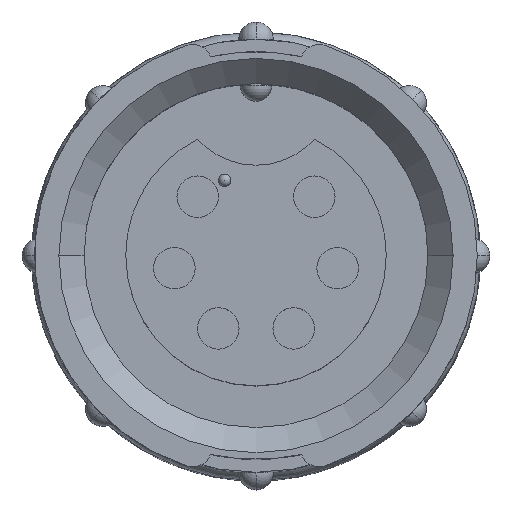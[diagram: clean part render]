
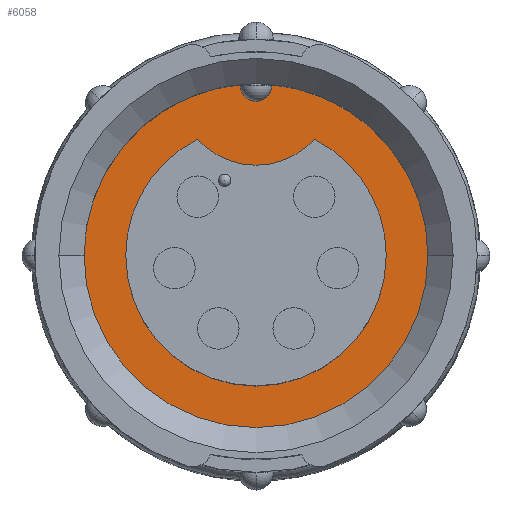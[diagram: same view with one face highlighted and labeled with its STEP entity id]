
A CAD part, top view. The second image highlights one B-rep face of the part: STEP entity #6058.
In plain terms, the highlighted planar face has unit normal (0, 0, 1).
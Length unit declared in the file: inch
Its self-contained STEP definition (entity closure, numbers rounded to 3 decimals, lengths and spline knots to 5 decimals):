
#15 = AXIS2_PLACEMENT_3D ( 'NONE', #2308, #2315, #2316 ) ;
#43 = AXIS2_PLACEMENT_3D ( 'NONE', #2209, #2228, #2229 ) ;
#73 = AXIS2_PLACEMENT_3D ( 'NONE', #2317, #2318, #2319 ) ;
#348 = EDGE_LOOP ( 'NONE', ( #853, #855, #854, #857 ) ) ;
#473 = EDGE_LOOP ( 'NONE', ( #848, #849, #850, #847, #851, #852 ) ) ;
#847 = ORIENTED_EDGE ( 'NONE', *, *, #1664, .T. ) ;
#848 = ORIENTED_EDGE ( 'NONE', *, *, #1509, .T. ) ;
#849 = ORIENTED_EDGE ( 'NONE', *, *, #1529, .T. ) ;
#850 = ORIENTED_EDGE ( 'NONE', *, *, #1528, .T. ) ;
#851 = ORIENTED_EDGE ( 'NONE', *, *, #1667, .T. ) ;
#852 = ORIENTED_EDGE ( 'NONE', *, *, #1670, .T. ) ;
#853 = ORIENTED_EDGE ( 'NONE', *, *, #1687, .F. ) ;
#854 = ORIENTED_EDGE ( 'NONE', *, *, #6109, .F. ) ;
#855 = ORIENTED_EDGE ( 'NONE', *, *, #1686, .F. ) ;
#857 = ORIENTED_EDGE ( 'NONE', *, *, #6047, .F. ) ;
#1468 = VECTOR ( 'NONE', #2801, 39.37008 ) ;
#1509 = EDGE_CURVE ( 'NONE', #5685, #6461, #1875, .T. ) ;
#1528 = EDGE_CURVE ( 'NONE', #5747, #6394, #1879, .T. ) ;
#1529 = EDGE_CURVE ( 'NONE', #6461, #5747, #1880, .T. ) ;
#1664 = EDGE_CURVE ( 'NONE', #6394, #6357, #2781, .T. ) ;
#1667 = EDGE_CURVE ( 'NONE', #6357, #6334, #1926, .T. ) ;
#1670 = EDGE_CURVE ( 'NONE', #6334, #5685, #2799, .T. ) ;
#1686 = EDGE_CURVE ( 'NONE', #5760, #6395, #1934, .T. ) ;
#1687 = EDGE_CURVE ( 'NONE', #6395, #5681, #1935, .T. ) ;
#1875 = CIRCLE ( 'NONE', #43, 0.274 ) ;
#1879 = CIRCLE ( 'NONE', #15, 0.274 ) ;
#1880 = CIRCLE ( 'NONE', #73, 0.274 ) ;
#1926 = CIRCLE ( 'NONE', #5920, 0.025 ) ;
#1934 = CIRCLE ( 'NONE', #5777, 0.2075 ) ;
#1935 = CIRCLE ( 'NONE', #5938, 0.125 ) ;
#2093 = CIRCLE ( 'NONE', #3528, 0.2075 ) ;
#2123 = CIRCLE ( 'NONE', #3591, 0.2075 ) ;
#2209 = CARTESIAN_POINT ( 'NONE',  ( 0., 0., 0.717 ) ) ;
#2228 = DIRECTION ( 'NONE',  ( 0., 0., 1. ) ) ;
#2229 = DIRECTION ( 'NONE',  ( 1., 0., 0. ) ) ;
#2308 = CARTESIAN_POINT ( 'NONE',  ( 0., 0., 0.717 ) ) ;
#2315 = DIRECTION ( 'NONE',  ( 0., 0., 1. ) ) ;
#2316 = DIRECTION ( 'NONE',  ( 1., 0., 0. ) ) ;
#2317 = CARTESIAN_POINT ( 'NONE',  ( 0., 0., 0.717 ) ) ;
#2318 = DIRECTION ( 'NONE',  ( 0., 0., 1. ) ) ;
#2319 = DIRECTION ( 'NONE',  ( 1., 0., 0. ) ) ;
#2780 = CARTESIAN_POINT ( 'NONE',  ( 0., 0.271, 0.717 ) ) ;
#2781 = LINE ( 'NONE', #2782, #5929 ) ;
#2782 = CARTESIAN_POINT ( 'NONE',  ( 0.025, 0.27286, 0.717 ) ) ;
#2783 = DIRECTION ( 'NONE',  ( 0., -1., 0. ) ) ;
#2790 = DIRECTION ( 'NONE',  ( 0., 0., -1. ) ) ;
#2791 = DIRECTION ( 'NONE',  ( 1., 0., 0. ) ) ;
#2799 = LINE ( 'NONE', #2800, #1468 ) ;
#2800 = CARTESIAN_POINT ( 'NONE',  ( -0.025, 0.271, 0.717 ) ) ;
#2801 = DIRECTION ( 'NONE',  ( 0., 1., 0. ) ) ;
#2837 = CARTESIAN_POINT ( 'NONE',  ( 0., 0., 0.717 ) ) ;
#2847 = DIRECTION ( 'NONE',  ( 0., 0., 1. ) ) ;
#2848 = DIRECTION ( 'NONE',  ( 1., 0., 0. ) ) ;
#2849 = CARTESIAN_POINT ( 'NONE',  ( 0., 0.269, 0.717 ) ) ;
#2850 = DIRECTION ( 'NONE',  ( 0., 0., -1. ) ) ;
#2851 = DIRECTION ( 'NONE',  ( 1., 0., 0. ) ) ;
#3528 = AXIS2_PLACEMENT_3D ( 'NONE', #4592, #4593, #4594 ) ;
#3539 = FACE_BOUND ( 'NONE', #348, .T. ) ;
#3541 = FACE_OUTER_BOUND ( 'NONE', #473, .T. ) ;
#3544 = AXIS2_PLACEMENT_3D ( 'NONE', #4636, #4637, #4638 ) ;
#3591 = AXIS2_PLACEMENT_3D ( 'NONE', #4801, #4811, #4812 ) ;
#4199 = CARTESIAN_POINT ( 'NONE',  ( -0.09301, 0.18549, 0.717 ) ) ;
#4201 = CARTESIAN_POINT ( 'NONE',  ( -0.025, 0.27286, 0.717 ) ) ;
#4240 = CARTESIAN_POINT ( 'NONE',  ( 0.274, 0., 0.717 ) ) ;
#4246 = CARTESIAN_POINT ( 'NONE',  ( -0.2075, 0., 0.717 ) ) ;
#4250 = CARTESIAN_POINT ( 'NONE',  ( 0.2075, 0., 0.717 ) ) ;
#4592 = CARTESIAN_POINT ( 'NONE',  ( 0., 0., 0.717 ) ) ;
#4593 = DIRECTION ( 'NONE',  ( 0., 0., 1. ) ) ;
#4594 = DIRECTION ( 'NONE',  ( 1., 0., 0. ) ) ;
#4635 = PLANE ( 'NONE',  #3544 ) ;
#4636 = CARTESIAN_POINT ( 'NONE',  ( 0., 0., 0.717 ) ) ;
#4637 = DIRECTION ( 'NONE',  ( 0., 0., 1. ) ) ;
#4638 = DIRECTION ( 'NONE',  ( 1., 0., 0. ) ) ;
#4801 = CARTESIAN_POINT ( 'NONE',  ( 0., 0., 0.717 ) ) ;
#4811 = DIRECTION ( 'NONE',  ( 0., 0., 1. ) ) ;
#4812 = DIRECTION ( 'NONE',  ( 1., 0., 0. ) ) ;
#5370 = CARTESIAN_POINT ( 'NONE',  ( -0.025, 0.271, 0.717 ) ) ;
#5393 = CARTESIAN_POINT ( 'NONE',  ( 0.025, 0.271, 0.717 ) ) ;
#5430 = CARTESIAN_POINT ( 'NONE',  ( 0.025, 0.27286, 0.717 ) ) ;
#5431 = CARTESIAN_POINT ( 'NONE',  ( 0.09301, 0.18549, 0.717 ) ) ;
#5497 = CARTESIAN_POINT ( 'NONE',  ( -0.274, 0., 0.717 ) ) ;
#5681 = VERTEX_POINT ( 'NONE', #4199 ) ;
#5685 = VERTEX_POINT ( 'NONE', #4201 ) ;
#5747 = VERTEX_POINT ( 'NONE', #4240 ) ;
#5756 = VERTEX_POINT ( 'NONE', #4246 ) ;
#5760 = VERTEX_POINT ( 'NONE', #4250 ) ;
#5777 = AXIS2_PLACEMENT_3D ( 'NONE', #2837, #2847, #2848 ) ;
#5920 = AXIS2_PLACEMENT_3D ( 'NONE', #2780, #2790, #2791 ) ;
#5929 = VECTOR ( 'NONE', #2783, 39.37008 ) ;
#5938 = AXIS2_PLACEMENT_3D ( 'NONE', #2849, #2850, #2851 ) ;
#6047 = EDGE_CURVE ( 'NONE', #5681, #5756, #2093, .T. ) ;
#6058 = ADVANCED_FACE ( 'NONE', ( #3541, #3539 ), #4635, .T. ) ;
#6109 = EDGE_CURVE ( 'NONE', #5756, #5760, #2123, .T. ) ;
#6334 = VERTEX_POINT ( 'NONE', #5370 ) ;
#6357 = VERTEX_POINT ( 'NONE', #5393 ) ;
#6394 = VERTEX_POINT ( 'NONE', #5430 ) ;
#6395 = VERTEX_POINT ( 'NONE', #5431 ) ;
#6461 = VERTEX_POINT ( 'NONE', #5497 ) ;
